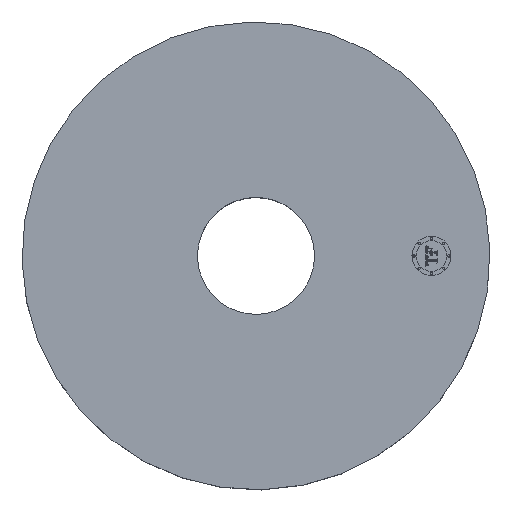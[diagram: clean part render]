
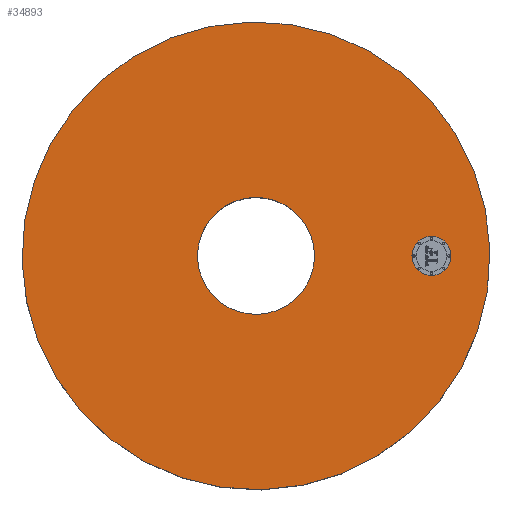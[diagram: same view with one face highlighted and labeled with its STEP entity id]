
A CAD part, top view. The second image highlights one B-rep face of the part: STEP entity #34893.
In plain terms, the highlighted planar face has unit normal (0, 0, 1).
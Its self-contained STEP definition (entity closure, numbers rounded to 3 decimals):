
#4752=AXIS2_PLACEMENT_3D('Circle Axis2P3D',#4750,#4751,$) ;
#4771=AXIS2_PLACEMENT_3D('Circle Axis2P3D',#4769,#4770,$) ;
#5783=AXIS2_PLACEMENT_3D('Circle Axis2P3D',#5781,#5782,$) ;
#5809=AXIS2_PLACEMENT_3D('Circle Axis2P3D',#5807,#5808,$) ;
#34865=AXIS2_PLACEMENT_3D('Plane Axis2P3D',#34862,#34863,#34864) ;
#34877=AXIS2_PLACEMENT_3D('Circle Axis2P3D',#34875,#34876,$) ;
#34886=AXIS2_PLACEMENT_3D('Circle Axis2P3D',#34884,#34885,$) ;
#4747=CARTESIAN_POINT('Vertex',(-2.877,-5.265,2.75)) ;
#4750=CARTESIAN_POINT('Axis2P3D Location',(0.,0.,2.75)) ;
#4754=CARTESIAN_POINT('Vertex',(2.877,5.265,2.75)) ;
#4769=CARTESIAN_POINT('Axis2P3D Location',(0.,0.,2.75)) ;
#5781=CARTESIAN_POINT('Axis2P3D Location',(0.,0.,2.75)) ;
#5785=CARTESIAN_POINT('Vertex',(0.719,1.316,2.75)) ;
#5787=CARTESIAN_POINT('Vertex',(-0.719,-1.316,2.75)) ;
#5807=CARTESIAN_POINT('Axis2P3D Location',(0.,0.,2.75)) ;
#34862=CARTESIAN_POINT('Axis2P3D Location',(0.,1.5,2.75)) ;
#34875=CARTESIAN_POINT('Axis2P3D Location',(4.5,0.,2.75)) ;
#34879=CARTESIAN_POINT('Vertex',(4.5,-0.5,2.75)) ;
#34881=CARTESIAN_POINT('Vertex',(4.5,0.5,2.75)) ;
#34884=CARTESIAN_POINT('Axis2P3D Location',(4.5,0.,2.75)) ;
#4751=DIRECTION('Axis2P3D Direction',(0.,0.,-0.039)) ;
#4770=DIRECTION('Axis2P3D Direction',(0.,0.,-0.039)) ;
#5782=DIRECTION('Axis2P3D Direction',(0.,0.,-0.039)) ;
#5808=DIRECTION('Axis2P3D Direction',(0.,0.,-0.039)) ;
#34863=DIRECTION('Axis2P3D Direction',(0.,0.,-0.039)) ;
#34864=DIRECTION('Axis2P3D XDirection',(0.039,0.,0.)) ;
#34876=DIRECTION('Axis2P3D Direction',(0.,0.,-0.039)) ;
#34885=DIRECTION('Axis2P3D Direction',(0.,0.,-0.039)) ;
#34868=ORIENTED_EDGE('',*,*,#4773,.F.) ;
#34869=ORIENTED_EDGE('',*,*,#4756,.F.) ;
#34872=ORIENTED_EDGE('',*,*,#5811,.T.) ;
#34873=ORIENTED_EDGE('',*,*,#5789,.T.) ;
#34890=ORIENTED_EDGE('',*,*,#34883,.F.) ;
#34891=ORIENTED_EDGE('',*,*,#34888,.F.) ;
#34874=FACE_BOUND('',#34871,.T.) ;
#34892=FACE_BOUND('',#34889,.T.) ;
#34893=ADVANCED_FACE('PartBody',(#34870,#34874,#34892),#34866,.F.) ;
#4753=CIRCLE('generated circle',#4752,6.) ;
#4772=CIRCLE('generated circle',#4771,6.) ;
#5784=CIRCLE('generated circle',#5783,1.5) ;
#5810=CIRCLE('generated circle',#5809,1.5) ;
#34878=CIRCLE('generated circle',#34877,0.5) ;
#34887=CIRCLE('generated circle',#34886,0.5) ;
#4756=EDGE_CURVE('',#4748,#4755,#4753,.T.) ;
#4773=EDGE_CURVE('',#4755,#4748,#4772,.T.) ;
#5789=EDGE_CURVE('',#5786,#5788,#5784,.T.) ;
#5811=EDGE_CURVE('',#5788,#5786,#5810,.T.) ;
#34883=EDGE_CURVE('',#34880,#34882,#34878,.F.) ;
#34888=EDGE_CURVE('',#34882,#34880,#34887,.F.) ;
#34867=EDGE_LOOP('',(#34868,#34869)) ;
#34871=EDGE_LOOP('',(#34872,#34873)) ;
#34889=EDGE_LOOP('',(#34890,#34891)) ;
#34870=FACE_OUTER_BOUND('',#34867,.T.) ;
#34866=PLANE('',#34865) ;
#4748=VERTEX_POINT('',#4747) ;
#4755=VERTEX_POINT('',#4754) ;
#5786=VERTEX_POINT('',#5785) ;
#5788=VERTEX_POINT('',#5787) ;
#34880=VERTEX_POINT('',#34879) ;
#34882=VERTEX_POINT('',#34881) ;
